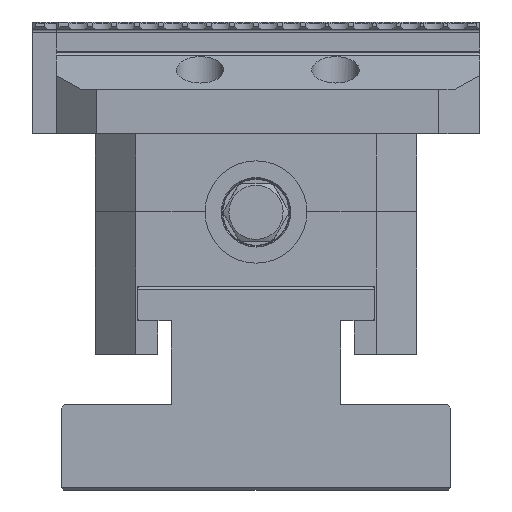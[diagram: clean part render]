
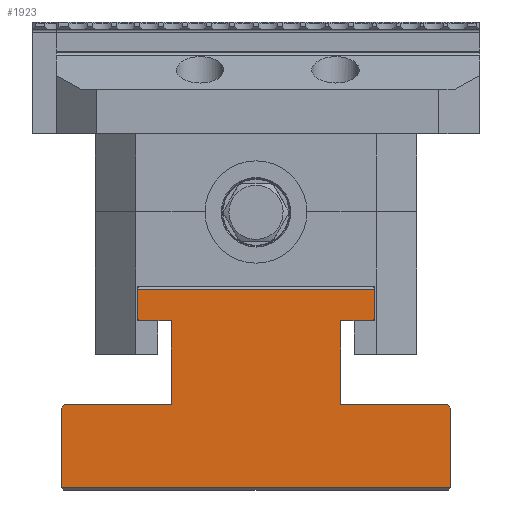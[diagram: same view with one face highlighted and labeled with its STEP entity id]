
A CAD part, left-side view. The second image highlights one B-rep face of the part: STEP entity #1923.
In plain terms, the highlighted planar face has unit normal (-1, 0, 0).
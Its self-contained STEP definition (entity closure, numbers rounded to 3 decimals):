
#1218=FACE_OUTER_BOUND('',#6696,.T.);
#1923=ADVANCED_FACE('',(#1218),#2925,.T.);
#2925=PLANE('',#17412);
#3491=LINE('',#24199,#4761);
#3497=LINE('',#24213,#4767);
#3503=LINE('',#24226,#4773);
#3519=LINE('',#24265,#4789);
#3520=LINE('',#24268,#4790);
#3521=LINE('',#24269,#4791);
#3522=LINE('',#24270,#4792);
#3523=LINE('',#24272,#4793);
#3524=LINE('',#24274,#4794);
#3525=LINE('',#24276,#4795);
#3526=LINE('',#24278,#4796);
#3527=LINE('',#24279,#4797);
#3528=LINE('',#24281,#4798);
#3529=LINE('',#24283,#4799);
#3530=LINE('',#24285,#4800);
#3531=LINE('',#24287,#4801);
#4761=VECTOR('',#19255,1.);
#4767=VECTOR('',#19263,1.);
#4773=VECTOR('',#19273,1.);
#4789=VECTOR('',#19299,1.);
#4790=VECTOR('',#19300,1.);
#4791=VECTOR('',#19301,1.);
#4792=VECTOR('',#19302,1.);
#4793=VECTOR('',#19303,1.);
#4794=VECTOR('',#19304,1.);
#4795=VECTOR('',#19305,1.);
#4796=VECTOR('',#19306,1.);
#4797=VECTOR('',#19307,1.);
#4798=VECTOR('',#19308,1.);
#4799=VECTOR('',#19309,1.);
#4800=VECTOR('',#19310,1.);
#4801=VECTOR('',#19311,1.);
#6696=EDGE_LOOP('',(#8058,#8059,#8060,#8061,#8062,#8063,#8064,#8065,#8066,
#8067,#8068,#8069,#8070,#8071,#8072,#8073));
#8058=ORIENTED_EDGE('',*,*,#14440,.T.);
#8059=ORIENTED_EDGE('',*,*,#14441,.T.);
#8060=ORIENTED_EDGE('',*,*,#14410,.F.);
#8061=ORIENTED_EDGE('',*,*,#14442,.T.);
#8062=ORIENTED_EDGE('',*,*,#14416,.T.);
#8063=ORIENTED_EDGE('',*,*,#14443,.T.);
#8064=ORIENTED_EDGE('',*,*,#14444,.F.);
#8065=ORIENTED_EDGE('',*,*,#14445,.F.);
#8066=ORIENTED_EDGE('',*,*,#14446,.F.);
#8067=ORIENTED_EDGE('',*,*,#14447,.T.);
#8068=ORIENTED_EDGE('',*,*,#14422,.T.);
#8069=ORIENTED_EDGE('',*,*,#14448,.T.);
#8070=ORIENTED_EDGE('',*,*,#14449,.F.);
#8071=ORIENTED_EDGE('',*,*,#14450,.T.);
#8072=ORIENTED_EDGE('',*,*,#14451,.T.);
#8073=ORIENTED_EDGE('',*,*,#14452,.T.);
#12732=VERTEX_POINT('',#24200);
#12733=VERTEX_POINT('',#24201);
#12738=VERTEX_POINT('',#24212);
#12739=VERTEX_POINT('',#24214);
#12744=VERTEX_POINT('',#24227);
#12745=VERTEX_POINT('',#24228);
#12762=VERTEX_POINT('',#24266);
#12763=VERTEX_POINT('',#24267);
#12764=VERTEX_POINT('',#24271);
#12765=VERTEX_POINT('',#24273);
#12766=VERTEX_POINT('',#24275);
#12767=VERTEX_POINT('',#24277);
#12768=VERTEX_POINT('',#24280);
#12769=VERTEX_POINT('',#24282);
#12770=VERTEX_POINT('',#24284);
#12771=VERTEX_POINT('',#24286);
#14410=EDGE_CURVE('',#12732,#12733,#3491,.T.);
#14416=EDGE_CURVE('',#12739,#12738,#3497,.T.);
#14422=EDGE_CURVE('',#12744,#12745,#3503,.T.);
#14440=EDGE_CURVE('',#12762,#12763,#3519,.T.);
#14441=EDGE_CURVE('',#12763,#12733,#3520,.T.);
#14442=EDGE_CURVE('',#12732,#12739,#3521,.T.);
#14443=EDGE_CURVE('',#12738,#12764,#3522,.T.);
#14444=EDGE_CURVE('',#12765,#12764,#3523,.T.);
#14445=EDGE_CURVE('',#12766,#12765,#3524,.T.);
#14446=EDGE_CURVE('',#12767,#12766,#3525,.T.);
#14447=EDGE_CURVE('',#12767,#12744,#3526,.T.);
#14448=EDGE_CURVE('',#12745,#12768,#3527,.T.);
#14449=EDGE_CURVE('',#12769,#12768,#3528,.T.);
#14450=EDGE_CURVE('',#12769,#12770,#3529,.T.);
#14451=EDGE_CURVE('',#12770,#12771,#3530,.T.);
#14452=EDGE_CURVE('',#12771,#12762,#3531,.T.);
#17412=AXIS2_PLACEMENT_3D('',#24288,#19312,#19313);
#19255=DIRECTION('',(0.,0.,1.));
#19263=DIRECTION('',(0.,0.,1.));
#19273=DIRECTION('',(0.,0.,1.));
#19299=DIRECTION('',(0.,1.,0.));
#19300=DIRECTION('',(0.,0.707,-0.707));
#19301=DIRECTION('',(0.,-1.,0.));
#19302=DIRECTION('',(0.,0.707,0.707));
#19303=DIRECTION('',(0.,-1.,0.));
#19304=DIRECTION('',(0.,0.,-1.));
#19305=DIRECTION('',(0.,1.,0.));
#19306=DIRECTION('',(0.,-0.707,0.707));
#19307=DIRECTION('',(0.,1.,0.));
#19308=DIRECTION('',(0.,0.,1.));
#19309=DIRECTION('',(0.,-0.707,-0.707));
#19310=DIRECTION('',(0.,-1.,0.));
#19311=DIRECTION('',(0.,0.,-1.));
#19312=DIRECTION('',(-1.,0.,0.));
#19313=DIRECTION('',(0.,0.,1.));
#24199=CARTESIAN_POINT('',(156.778,100.,-5.4));
#24200=CARTESIAN_POINT('',(156.778,100.,-4.4));
#24201=CARTESIAN_POINT('',(156.778,100.,19.));
#24212=CARTESIAN_POINT('',(156.778,-15.,19.));
#24213=CARTESIAN_POINT('',(156.778,-15.,-5.4));
#24214=CARTESIAN_POINT('',(156.778,-15.,-4.4));
#24226=CARTESIAN_POINT('',(156.778,7.5,-5.4));
#24227=CARTESIAN_POINT('',(156.778,7.5,45.4));
#24228=CARTESIAN_POINT('',(156.778,7.5,54.));
#24265=CARTESIAN_POINT('',(156.778,42.5,20.));
#24266=CARTESIAN_POINT('',(156.778,67.5,20.));
#24267=CARTESIAN_POINT('',(156.778,99.,20.));
#24268=CARTESIAN_POINT('',(156.778,83.45,35.55));
#24269=CARTESIAN_POINT('',(156.778,42.5,-4.4));
#24270=CARTESIAN_POINT('',(156.778,1.55,35.55));
#24271=CARTESIAN_POINT('',(156.778,-14.,20.));
#24272=CARTESIAN_POINT('',(156.778,42.5,20.));
#24273=CARTESIAN_POINT('',(156.778,17.5,20.));
#24274=CARTESIAN_POINT('',(156.778,17.5,-5.4));
#24275=CARTESIAN_POINT('',(156.778,17.5,44.8));
#24276=CARTESIAN_POINT('',(156.778,42.5,44.8));
#24277=CARTESIAN_POINT('',(156.778,8.1,44.8));
#24278=CARTESIAN_POINT('',(156.778,50.4,2.5));
#24279=CARTESIAN_POINT('',(156.778,42.5,54.));
#24280=CARTESIAN_POINT('',(156.778,77.5,54.));
#24281=CARTESIAN_POINT('',(156.778,77.5,-5.4));
#24282=CARTESIAN_POINT('',(156.778,77.5,45.4));
#24283=CARTESIAN_POINT('',(156.778,34.6,2.5));
#24284=CARTESIAN_POINT('',(156.778,76.9,44.8));
#24285=CARTESIAN_POINT('',(156.778,87.5,44.8));
#24286=CARTESIAN_POINT('',(156.778,67.5,44.8));
#24287=CARTESIAN_POINT('',(156.778,67.5,-5.4));
#24288=CARTESIAN_POINT('',(156.778,42.5,-5.4));
